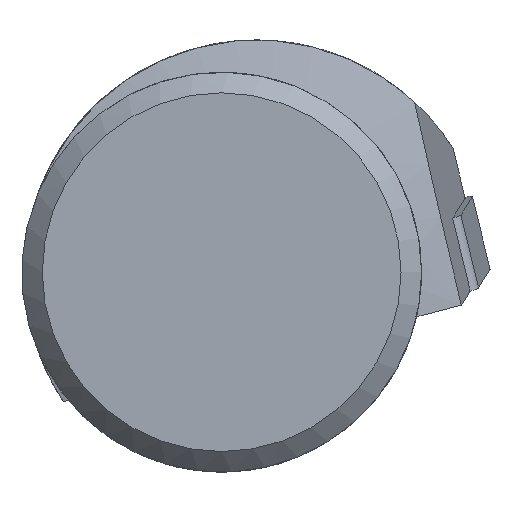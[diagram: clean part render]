
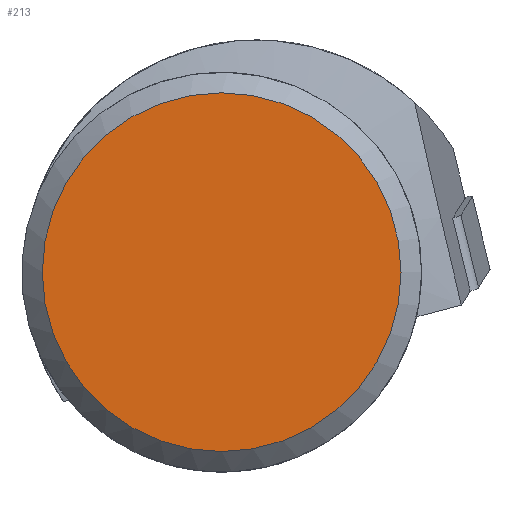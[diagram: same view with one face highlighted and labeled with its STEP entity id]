
A CAD part, front view. The second image highlights one B-rep face of the part: STEP entity #213.
In plain terms, the highlighted planar face has unit normal (0, -1, 0).
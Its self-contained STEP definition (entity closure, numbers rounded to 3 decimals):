
#75=CIRCLE('',#617,11.35);
#100=PLANE('',#619);
#213=ADVANCED_FACE('',(#250),#100,.T.);
#250=FACE_OUTER_BOUND('',#286,.T.);
#286=EDGE_LOOP('',(#390));
#390=ORIENTED_EDGE('',*,*,#542,.T.);
#478=VERTEX_POINT('',#917);
#542=EDGE_CURVE('',#478,#478,#75,.T.);
#617=AXIS2_PLACEMENT_3D('',#916,#739,#740);
#619=AXIS2_PLACEMENT_3D('',#919,#743,#744);
#739=DIRECTION('',(0.,-1.,0.));
#740=DIRECTION('',(1.,0.,0.));
#743=DIRECTION('',(0.,-1.,0.));
#744=DIRECTION('',(0.,0.,1.));
#916=CARTESIAN_POINT('',(0.,0.,0.));
#917=CARTESIAN_POINT('',(11.35,0.,0.));
#919=CARTESIAN_POINT('',(6.875,0.,0.));
